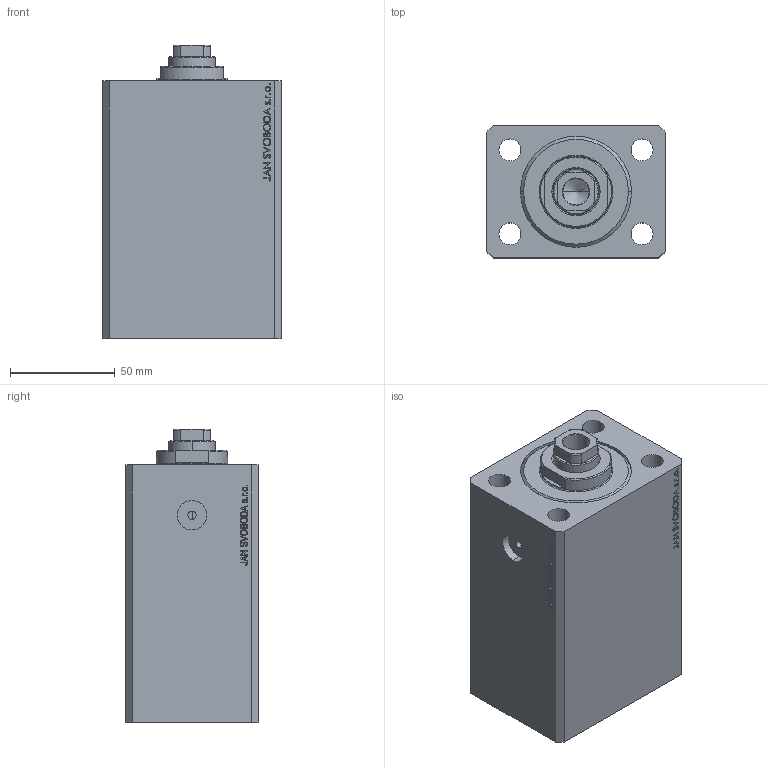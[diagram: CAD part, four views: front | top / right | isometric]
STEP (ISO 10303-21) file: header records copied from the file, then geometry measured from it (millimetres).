
FILE_DESCRIPTION (( 'STEP AP203' ), '1' );
FILE_NAME ('8b9d.STEP', '2023-10-07T21:38:08', ( '' ), ( '' ), 'SwSTEP 2.0', 'SolidWorks 2019', '' );
FILE_SCHEMA (( 'CONFIG_CONTROL_DESIGN' ));
Length unit declared in the file: millimetre
Products named in the file (4): 8b9d; V250CE_C_VCP 9ebdd7d69efe858f25c52e93612f9060; V250CE_VC_C 9ebdd7d69efe858f25c52e93612f9060; V250CE_C_Body 9ebdd7d69efe858f25c52e93612f9060
Assembly tree (3 placements, depth 2):
  8b9d
    V250CE_C_Body 9ebdd7d69efe858f25c52e93612f9060
    V250CE_C_VCP 9ebdd7d69efe858f25c52e93612f9060
    V250CE_VC_C 9ebdd7d69efe858f25c52e93612f9060
Bounding box: 85 x 63 x 140 mm (x, y, z)
Volume: 572992.1 mm3; surface area: 102620.8 mm2
Topology: 3 solids, 3 shells, 868 faces, 2250 edges, 1491 vertices
Faces by surface type: plane 428, bspline 374, cylinder 46, cone 14, torus 6
Entity records: 44620 total; most frequent: CARTESIAN_POINT 25437, ORIENTED_EDGE 4496, DIRECTION 2598, EDGE_CURVE 2248, VERTEX_POINT 1491, VECTOR 1366, LINE 1366, EDGE_LOOP 989
